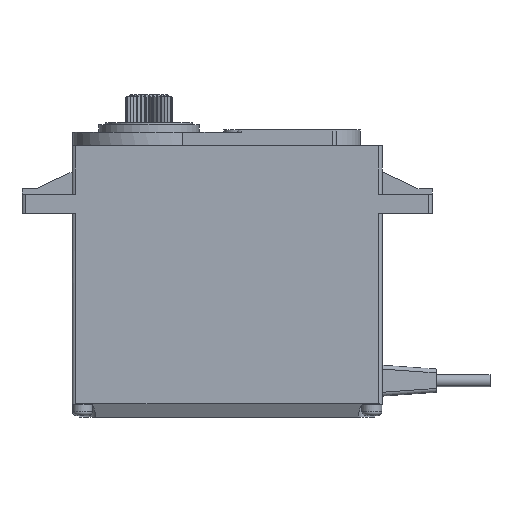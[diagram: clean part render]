
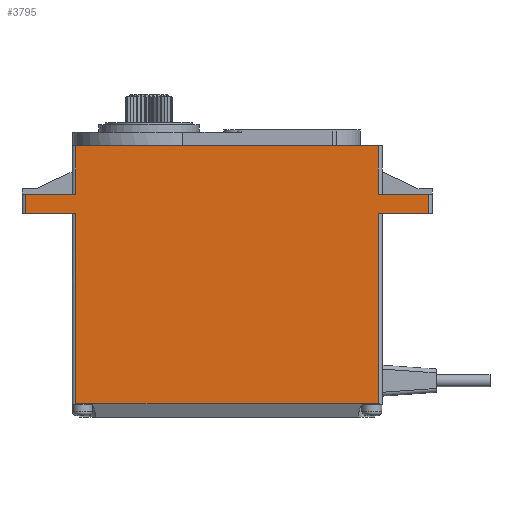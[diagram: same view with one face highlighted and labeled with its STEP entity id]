
A CAD part, left-side view. The second image highlights one B-rep face of the part: STEP entity #3795.
In plain terms, the highlighted planar face has unit normal (-1, 0, 0).
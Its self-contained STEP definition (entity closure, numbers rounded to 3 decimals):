
#3240=CARTESIAN_POINT('',(-9.9,19.65,1.732));
#3241=VERTEX_POINT('',#3240);
#3249=CARTESIAN_POINT('',(-9.9,19.65,26.45));
#3250=VERTEX_POINT('',#3249);
#3251=CARTESIAN_POINT('',(-9.9,19.65,1.732));
#3252=DIRECTION('',(0.0,0.0,1.0));
#3253=VECTOR('',#3252,24.718);
#3254=LINE('',#3251,#3253);
#3255=EDGE_CURVE('',#3241,#3250,#3254,.T.);
#3307=CARTESIAN_POINT('',(-9.9,-19.65,26.45));
#3308=VERTEX_POINT('',#3307);
#3316=CARTESIAN_POINT('',(-9.9,-19.65,1.732));
#3317=VERTEX_POINT('',#3316);
#3318=CARTESIAN_POINT('',(-9.9,-19.65,26.45));
#3319=DIRECTION('',(0.0,0.0,-1.0));
#3320=VECTOR('',#3319,24.718);
#3321=LINE('',#3318,#3320);
#3322=EDGE_CURVE('',#3308,#3317,#3321,.T.);
#3350=CARTESIAN_POINT('',(-9.9,-19.65,1.732));
#3351=DIRECTION('',(0.0,1.0,0.0));
#3352=VECTOR('',#3351,39.3);
#3353=LINE('',#3350,#3352);
#3354=EDGE_CURVE('',#3317,#3241,#3353,.T.);
#3654=CARTESIAN_POINT('',(-9.9,-26.15,26.45));
#3655=VERTEX_POINT('',#3654);
#3663=CARTESIAN_POINT('',(-9.9,-19.65,26.45));
#3664=DIRECTION('',(0.0,-1.0,0.0));
#3665=VECTOR('',#3664,6.5);
#3666=LINE('',#3663,#3665);
#3667=EDGE_CURVE('',#3308,#3655,#3666,.T.);
#3696=CARTESIAN_POINT('',(-9.9,-26.15,28.95));
#3697=VERTEX_POINT('',#3696);
#3705=CARTESIAN_POINT('',(-9.9,-26.15,28.95));
#3706=DIRECTION('',(0.0,0.0,-1.0));
#3707=VECTOR('',#3706,2.5);
#3708=LINE('',#3705,#3707);
#3709=EDGE_CURVE('',#3697,#3655,#3708,.T.);
#3721=CARTESIAN_POINT('',(-9.9,-20.15,0.0));
#3722=DIRECTION('',(-1.0,0.0,0.0));
#3723=DIRECTION('',(0.0,0.0,1.0));
#3724=AXIS2_PLACEMENT_3D('',#3721,#3722,#3723);
#3725=PLANE('',#3724);
#3726=ORIENTED_EDGE('',*,*,#3709,.F.);
#3727=CARTESIAN_POINT('',(-9.9,-19.65,28.95));
#3728=VERTEX_POINT('',#3727);
#3729=CARTESIAN_POINT('',(-9.9,-19.65,28.95));
#3730=DIRECTION('',(0.0,-1.0,0.0));
#3731=VECTOR('',#3730,6.5);
#3732=LINE('',#3729,#3731);
#3733=EDGE_CURVE('',#3728,#3697,#3732,.T.);
#3734=ORIENTED_EDGE('',*,*,#3733,.F.);
#3735=CARTESIAN_POINT('',(-9.9,-19.65,35.25));
#3736=VERTEX_POINT('',#3735);
#3737=CARTESIAN_POINT('',(-9.9,-19.65,35.25));
#3738=DIRECTION('',(0.0,0.0,-1.0));
#3739=VECTOR('',#3738,6.3);
#3740=LINE('',#3737,#3739);
#3741=EDGE_CURVE('',#3736,#3728,#3740,.T.);
#3742=ORIENTED_EDGE('',*,*,#3741,.F.);
#3743=CARTESIAN_POINT('',(-9.9,10.15,35.25));
#3744=VERTEX_POINT('',#3743);
#3745=CARTESIAN_POINT('',(-9.9,-19.65,35.25));
#3746=DIRECTION('',(0.0,1.0,0.0));
#3747=VECTOR('',#3746,29.8);
#3748=LINE('',#3745,#3747);
#3749=EDGE_CURVE('',#3736,#3744,#3748,.T.);
#3750=ORIENTED_EDGE('',*,*,#3749,.T.);
#3751=CARTESIAN_POINT('',(-9.9,19.65,35.25));
#3752=VERTEX_POINT('',#3751);
#3753=CARTESIAN_POINT('',(-9.9,10.15,35.25));
#3754=DIRECTION('',(0.0,1.0,0.0));
#3755=VECTOR('',#3754,9.5);
#3756=LINE('',#3753,#3755);
#3757=EDGE_CURVE('',#3744,#3752,#3756,.T.);
#3758=ORIENTED_EDGE('',*,*,#3757,.T.);
#3759=CARTESIAN_POINT('',(-9.9,19.65,28.95));
#3760=VERTEX_POINT('',#3759);
#3761=CARTESIAN_POINT('',(-9.9,19.65,28.95));
#3762=DIRECTION('',(0.0,0.0,1.0));
#3763=VECTOR('',#3762,6.3);
#3764=LINE('',#3761,#3763);
#3765=EDGE_CURVE('',#3760,#3752,#3764,.T.);
#3766=ORIENTED_EDGE('',*,*,#3765,.F.);
#3767=CARTESIAN_POINT('',(-9.9,26.15,28.95));
#3768=VERTEX_POINT('',#3767);
#3769=CARTESIAN_POINT('',(-9.9,26.15,28.95));
#3770=DIRECTION('',(0.0,-1.0,0.0));
#3771=VECTOR('',#3770,6.5);
#3772=LINE('',#3769,#3771);
#3773=EDGE_CURVE('',#3768,#3760,#3772,.T.);
#3774=ORIENTED_EDGE('',*,*,#3773,.F.);
#3775=CARTESIAN_POINT('',(-9.9,26.15,26.45));
#3776=VERTEX_POINT('',#3775);
#3777=CARTESIAN_POINT('',(-9.9,26.15,26.45));
#3778=DIRECTION('',(0.0,0.0,1.0));
#3779=VECTOR('',#3778,2.5);
#3780=LINE('',#3777,#3779);
#3781=EDGE_CURVE('',#3776,#3768,#3780,.T.);
#3782=ORIENTED_EDGE('',*,*,#3781,.F.);
#3783=CARTESIAN_POINT('',(-9.9,19.65,26.45));
#3784=DIRECTION('',(0.0,1.0,0.0));
#3785=VECTOR('',#3784,6.5);
#3786=LINE('',#3783,#3785);
#3787=EDGE_CURVE('',#3250,#3776,#3786,.T.);
#3788=ORIENTED_EDGE('',*,*,#3787,.F.);
#3789=ORIENTED_EDGE('',*,*,#3255,.F.);
#3790=ORIENTED_EDGE('',*,*,#3354,.F.);
#3791=ORIENTED_EDGE('',*,*,#3322,.F.);
#3792=ORIENTED_EDGE('',*,*,#3667,.T.);
#3793=EDGE_LOOP('',(#3726,#3734,#3742,#3750,#3758,#3766,#3774,#3782,#3788,#3789,#3790,#3791,#3792));
#3794=FACE_OUTER_BOUND('',#3793,.T.);
#3795=ADVANCED_FACE('',(#3794),#3725,.T.);
